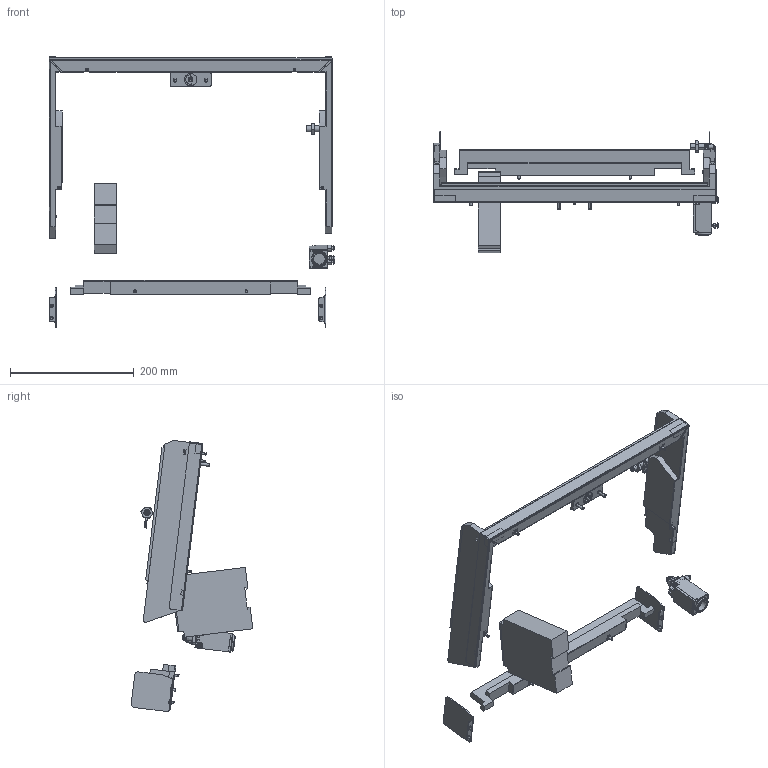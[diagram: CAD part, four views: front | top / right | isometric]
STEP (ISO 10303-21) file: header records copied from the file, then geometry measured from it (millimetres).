
FILE_DESCRIPTION (( 'STEP AP203' ), '1' );
FILE_NAME ('INGUN_113450.STEP', '2023-05-24T12:46:37', ( '' ), ( '' ), 'SwSTEP 2.0', 'SolidWorks 2021', '' );
FILE_SCHEMA (( 'CONFIG_CONTROL_DESIGN' ));
Length unit declared in the file: millimetre
Products named in the file (26): DIN6325~n_02,0m6x010; ASR~asr_拱06,2x07x拌10; 115141_Mutter~0; ISO7380~n_M04,0x035; 115141_Körper~0; 115141_Hebel~0; DIN912~n_M04,0x008; 113549~0_S; DIN7991~n_M05,0x020; 113852~1_S; ISO7380~n_M04,0x008; 113451~0_S; 113896~5_S; 115141~0_offen<S>; 114146~0; 113452~0_S; ISO7380~n_M04,0x006; 113863~2_S; DIN125~n_04,3 M04,0; INGUN_113450; 112764~2_S; ISO7380~n_M04,0x010; 113855~1_S; DIN934~n_M04,0; 32739~0_S; 113405~1_S
Assembly tree (42 placements, depth 3):
  INGUN_113450
    113863~2_S
      112764~2_S
      113452~0_S  x2
      113451~0_S
      113852~1_S
      113855~1_S
      114146~0
      ISO7380~n_M04,0x008  x6
    113405~1_S
    113896~5_S  x2
    32739~0_S
    ASR~asr_拱06,2x07x拌10  x2
    113549~0_S
    115141~0_offen<S>
      115141_Körper~0
      115141_Hebel~0
      115141_Mutter~0
    DIN7991~n_M05,0x020  x2
    ISO7380~n_M04,0x035  x2
    ISO7380~n_M04,0x010
    ISO7380~n_M04,0x006  x4
    DIN934~n_M04,0  x3
    DIN912~n_M04,0x008
    DIN6325~n_02,0m6x010
    DIN125~n_04,3 M04,0  x3
Bounding box: 461.6 x 196.47 x 437.55 mm (x, y, z)
Volume: 1414528.7 mm3; surface area: 365680.5 mm2
Topology: 49 solids, 49 shells, 1374 faces, 3403 edges, 2192 vertices
Faces by surface type: plane 603, cylinder 592, cone 127, torus 34, bspline 14, sphere 4
Entity records: 38239 total; most frequent: CARTESIAN_POINT 11071, DIRECTION 5068, ORIENTED_EDGE 4928, EDGE_CURVE 2464, AXIS2_PLACEMENT_3D 1814, VERTEX_POINT 1580, LINE 1440, VECTOR 1440
